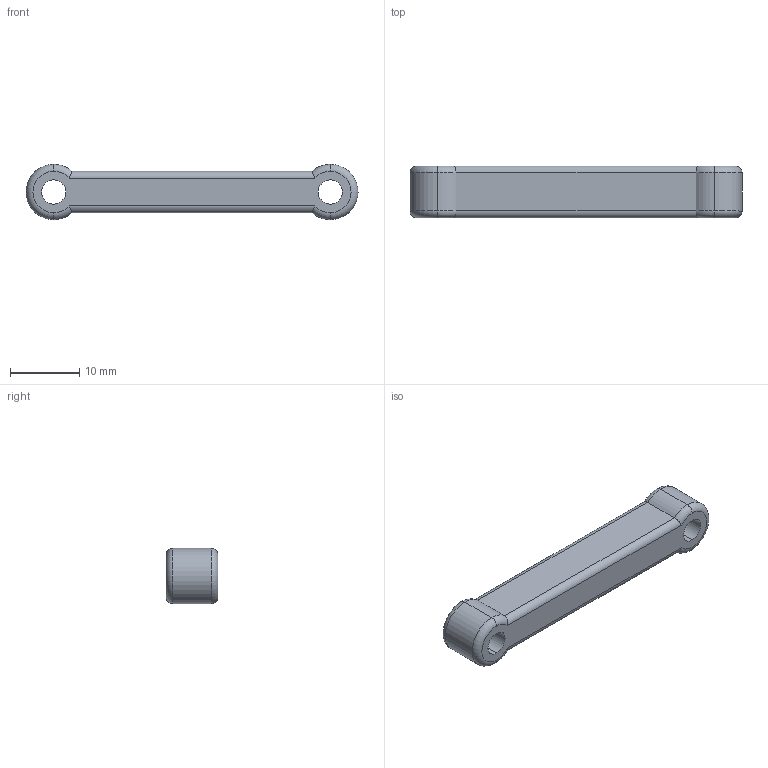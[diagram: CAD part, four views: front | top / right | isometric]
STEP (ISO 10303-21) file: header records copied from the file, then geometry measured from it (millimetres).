
FILE_DESCRIPTION (( 'STEP AP214' ), '1' );
FILE_NAME ('Braço de Articulação.STEP', '2021-07-04T20:24:43', ( '' ), ( '' ), 'SwSTEP 2.0', 'SolidWorks 2021', '' );
FILE_SCHEMA (( 'AUTOMOTIVE_DESIGN' ));
Length unit declared in the file: millimetre
Products named in the file (1): Braço de Articulação
Bounding box: 48 x 7.5 x 8 mm (x, y, z)
Volume: 2042.1 mm3; surface area: 1425.4 mm2
Topology: 1 solids, 1 shells, 30 faces, 68 edges, 40 vertices
Faces by surface type: cylinder 14, torus 12, plane 4
Entity records: 942 total; most frequent: CARTESIAN_POINT 211, DIRECTION 162, ORIENTED_EDGE 136, AXIS2_PLACEMENT_3D 71, EDGE_CURVE 68, VERTEX_POINT 40, CIRCLE 40, EDGE_LOOP 34
